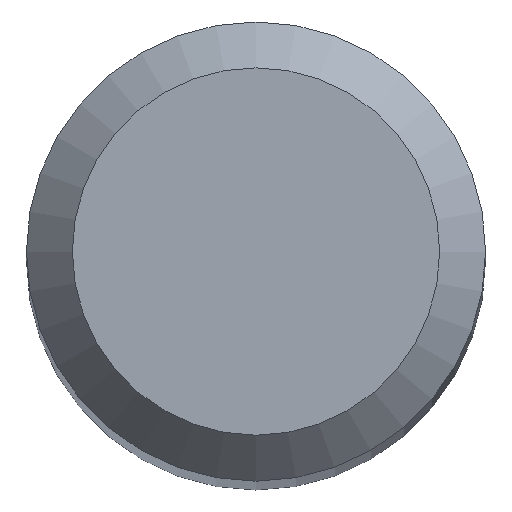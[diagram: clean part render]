
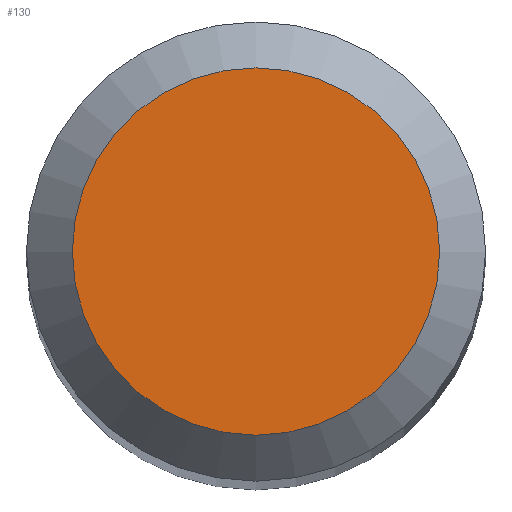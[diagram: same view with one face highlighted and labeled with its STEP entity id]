
A CAD part, top view. The second image highlights one B-rep face of the part: STEP entity #130.
In plain terms, the highlighted planar face has unit normal (0, 0, 1).
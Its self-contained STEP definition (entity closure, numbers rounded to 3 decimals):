
#7 = CIRCLE ( 'NONE', #185, 1.2 ) ;
#13 = AXIS2_PLACEMENT_3D ( 'NONE', #45, #96, #23 ) ;
#14 = EDGE_CURVE ( 'NONE', #103, #103, #7, .T. ) ;
#23 = DIRECTION ( 'NONE',  ( 0., 1., 0. ) ) ;
#31 = DIRECTION ( 'NONE',  ( 0., 1., 0. ) ) ;
#45 = CARTESIAN_POINT ( 'NONE',  ( 0., 0., 38. ) ) ;
#67 = DIRECTION ( 'NONE',  ( 0., 0., -1. ) ) ;
#75 = ORIENTED_EDGE ( 'NONE', *, *, #14, .F. ) ;
#96 = DIRECTION ( 'NONE',  ( 0., 0., -1. ) ) ;
#103 = VERTEX_POINT ( 'NONE', #181 ) ;
#130 = ADVANCED_FACE ( 'NONE', ( #191 ), #150, .F. ) ;
#150 = PLANE ( 'NONE',  #13 ) ;
#164 = EDGE_LOOP ( 'NONE', ( #75 ) ) ;
#181 = CARTESIAN_POINT ( 'NONE',  ( 0., 1.2, 38. ) ) ;
#185 = AXIS2_PLACEMENT_3D ( 'NONE', #201, #67, #31 ) ;
#191 = FACE_OUTER_BOUND ( 'NONE', #164, .T. ) ;
#201 = CARTESIAN_POINT ( 'NONE',  ( 0., 0., 38. ) ) ;
